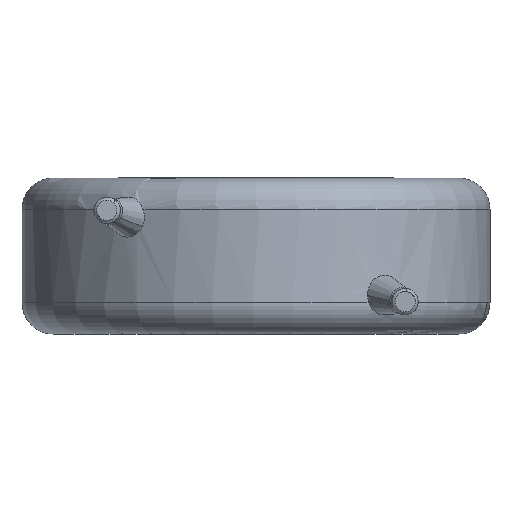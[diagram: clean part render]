
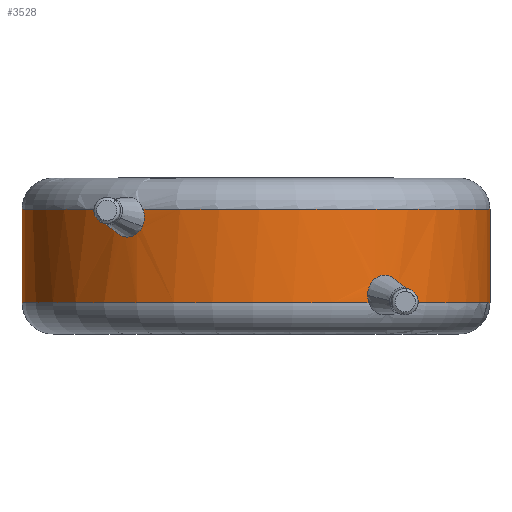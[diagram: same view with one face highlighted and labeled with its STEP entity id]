
A CAD part, front view. The second image highlights one B-rep face of the part: STEP entity #3528.
In plain terms, the highlighted cylindrical face has radius 7.5 mm (diameter 15 mm), a partial arc.
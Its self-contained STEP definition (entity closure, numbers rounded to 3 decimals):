
#4 = B_SPLINE_CURVE_WITH_KNOTS ( 'NONE', 3,
 ( #4221, #2933, #1241, #4167, #4194, #3563, #2564, #918, #3259, #1555, #572, #2881 ),
 .UNSPECIFIED., .F., .F.,
 ( 4, 2, 2, 2, 2, 4 ),
 ( 0., 0., 0., 0.001, 0.001, 0.002 ),
 .UNSPECIFIED. ) ;
#11 = CARTESIAN_POINT ( 'NONE',  ( 4.641, -5.891, 1.42 ) ) ;
#29 = CARTESIAN_POINT ( 'NONE',  ( 3.977, -6.361, 1.889 ) ) ;
#32 = CARTESIAN_POINT ( 'NONE',  ( 3.577, -6.592, 1.237 ) ) ;
#77 = AXIS2_PLACEMENT_3D ( 'NONE', #3864, #2475, #2231 ) ;
#99 = EDGE_LOOP ( 'NONE', ( #1894, #1488, #1250, #3115, #2584, #3985, #3102, #800, #3605, #2832, #1800 ) ) ;
#134 = EDGE_CURVE ( 'NONE', #3192, #436, #3181, .T. ) ;
#169 = VECTOR ( 'NONE', #3637, 1000. ) ;
#269 = DIRECTION ( 'NONE',  ( 1., 0., 0. ) ) ;
#384 = CARTESIAN_POINT ( 'NONE',  ( 7.5, 0., 4. ) ) ;
#409 = AXIS2_PLACEMENT_3D ( 'NONE', #583, #4244, #1933 ) ;
#436 = VERTEX_POINT ( 'NONE', #2901 ) ;
#464 = DIRECTION ( 'NONE',  ( 0., 0., -1. ) ) ;
#467 = CARTESIAN_POINT ( 'NONE',  ( 3.623, -6.567, 1. ) ) ;
#471 = LINE ( 'NONE', #2981, #169 ) ;
#572 = CARTESIAN_POINT ( 'NONE',  ( -3.711, -6.518, 3.302 ) ) ;
#583 = CARTESIAN_POINT ( 'NONE',  ( 0., 0., 1. ) ) ;
#588 = EDGE_CURVE ( 'NONE', #1108, #1287, #3795, .T. ) ;
#624 = VERTEX_POINT ( 'NONE', #1739 ) ;
#643 = AXIS2_PLACEMENT_3D ( 'NONE', #2404, #2726, #3052 ) ;
#700 = EDGE_CURVE ( 'NONE', #1079, #1108, #471, .T. ) ;
#738 = CIRCLE ( 'NONE', #1527, 7.5 ) ;
#757 = VERTEX_POINT ( 'NONE', #384 ) ;
#800 = ORIENTED_EDGE ( 'NONE', *, *, #1399, .T. ) ;
#918 = CARTESIAN_POINT ( 'NONE',  ( -4.236, -6.191, 3.101 ) ) ;
#976 = B_SPLINE_CURVE_WITH_KNOTS ( 'NONE', 3,
 ( #3632, #2651, #1779, #2442 ),
 .UNSPECIFIED., .F., .F.,
 ( 4, 4 ),
 ( 0.002, 0.003 ),
 .UNSPECIFIED. ) ;
#982 = CARTESIAN_POINT ( 'NONE',  ( 3.632, -6.563, 1.575 ) ) ;
#1017 = CARTESIAN_POINT ( 'NONE',  ( 4.591, -5.931, 1. ) ) ;
#1022 = EDGE_CURVE ( 'NONE', #4012, #2561, #4, .T. ) ;
#1079 = VERTEX_POINT ( 'NONE', #3454 ) ;
#1108 = VERTEX_POINT ( 'NONE', #3748 ) ;
#1116 = CARTESIAN_POINT ( 'NONE',  ( 7.5, 0., 1. ) ) ;
#1227 = CARTESIAN_POINT ( 'NONE',  ( 3.577, -6.592, 1.237 ) ) ;
#1241 = CARTESIAN_POINT ( 'NONE',  ( -4.634, -5.897, 3.846 ) ) ;
#1250 = ORIENTED_EDGE ( 'NONE', *, *, #2019, .F. ) ;
#1261 = CARTESIAN_POINT ( 'NONE',  ( 4.638, -5.894, 1.252 ) ) ;
#1269 = CARTESIAN_POINT ( 'NONE',  ( 0., 0., 4. ) ) ;
#1283 = DIRECTION ( 'NONE',  ( 0., 0., -1. ) ) ;
#1287 = VERTEX_POINT ( 'NONE', #467 ) ;
#1288 = CARTESIAN_POINT ( 'NONE',  ( 4.62, -5.908, 1.079 ) ) ;
#1308 = CARTESIAN_POINT ( 'NONE',  ( 4.589, -5.934, 1.59 ) ) ;
#1399 = EDGE_CURVE ( 'NONE', #1287, #3192, #3203, .T. ) ;
#1487 = EDGE_CURVE ( 'NONE', #4012, #1079, #1956, .T. ) ;
#1488 = ORIENTED_EDGE ( 'NONE', *, *, #1669, .T. ) ;
#1511 = EDGE_CURVE ( 'NONE', #757, #2834, #3643, .T. ) ;
#1527 = AXIS2_PLACEMENT_3D ( 'NONE', #2297, #3536, #269 ) ;
#1555 = CARTESIAN_POINT ( 'NONE',  ( -3.827, -6.452, 3.191 ) ) ;
#1596 = CARTESIAN_POINT ( 'NONE',  ( 4.636, -5.896, 1.166 ) ) ;
#1669 = EDGE_CURVE ( 'NONE', #757, #624, #738, .T. ) ;
#1678 = FACE_OUTER_BOUND ( 'NONE', #99, .T. ) ;
#1739 = CARTESIAN_POINT ( 'NONE',  ( -3.623, -6.567, 4. ) ) ;
#1779 = CARTESIAN_POINT ( 'NONE',  ( -3.556, -6.604, 3.823 ) ) ;
#1793 = EDGE_CURVE ( 'NONE', #436, #2638, #4096, .T. ) ;
#1800 = ORIENTED_EDGE ( 'NONE', *, *, #3306, .T. ) ;
#1850 = CARTESIAN_POINT ( 'NONE',  ( 3.623, -6.567, 1. ) ) ;
#1894 = ORIENTED_EDGE ( 'NONE', *, *, #1511, .F. ) ;
#1933 = DIRECTION ( 'NONE',  ( 1., 0., 0. ) ) ;
#1956 = CIRCLE ( 'NONE', #3576, 7.5 ) ;
#1986 = CARTESIAN_POINT ( 'NONE',  ( 4.26, -6.175, 1.894 ) ) ;
#2019 = EDGE_CURVE ( 'NONE', #2561, #624, #976, .T. ) ;
#2231 = DIRECTION ( 'NONE',  ( 1., 0., 0. ) ) ;
#2251 = CARTESIAN_POINT ( 'NONE',  ( -4.591, -5.931, 4. ) ) ;
#2297 = CARTESIAN_POINT ( 'NONE',  ( 0., 0., 4. ) ) ;
#2327 = CARTESIAN_POINT ( 'NONE',  ( -3.643, -6.556, 3.446 ) ) ;
#2329 = CARTESIAN_POINT ( 'NONE',  ( 4.397, -6.077, 1.828 ) ) ;
#2404 = CARTESIAN_POINT ( 'NONE',  ( 0., 0., 5. ) ) ;
#2442 = CARTESIAN_POINT ( 'NONE',  ( -3.623, -6.567, 4. ) ) ;
#2475 = DIRECTION ( 'NONE',  ( 0., 0., 1. ) ) ;
#2561 = VERTEX_POINT ( 'NONE', #2327 ) ;
#2564 = CARTESIAN_POINT ( 'NONE',  ( -4.474, -6.021, 3.241 ) ) ;
#2584 = ORIENTED_EDGE ( 'NONE', *, *, #1487, .T. ) ;
#2638 = VERTEX_POINT ( 'NONE', #1017 ) ;
#2651 = CARTESIAN_POINT ( 'NONE',  ( -3.564, -6.599, 3.615 ) ) ;
#2671 = CARTESIAN_POINT ( 'NONE',  ( 3.574, -6.594, 1.406 ) ) ;
#2726 = DIRECTION ( 'NONE',  ( 0., 0., -1. ) ) ;
#2825 = CIRCLE ( 'NONE', #77, 7.5 ) ;
#2832 = ORIENTED_EDGE ( 'NONE', *, *, #1793, .T. ) ;
#2834 = VERTEX_POINT ( 'NONE', #1116 ) ;
#2881 = CARTESIAN_POINT ( 'NONE',  ( -3.643, -6.556, 3.446 ) ) ;
#2901 = CARTESIAN_POINT ( 'NONE',  ( 4.638, -5.894, 1.252 ) ) ;
#2933 = CARTESIAN_POINT ( 'NONE',  ( -4.618, -5.91, 3.925 ) ) ;
#2981 = CARTESIAN_POINT ( 'NONE',  ( -7.5, 0., 5. ) ) ;
#3052 = DIRECTION ( 'NONE',  ( -1., 0., 0. ) ) ;
#3102 = ORIENTED_EDGE ( 'NONE', *, *, #588, .T. ) ;
#3115 = ORIENTED_EDGE ( 'NONE', *, *, #1022, .F. ) ;
#3181 = B_SPLINE_CURVE_WITH_KNOTS ( 'NONE', 3,
 ( #3992, #2671, #982, #3284, #29, #1986, #2329, #1308, #11, #3624 ),
 .UNSPECIFIED., .F., .F.,
 ( 4, 2, 2, 2, 4 ),
 ( 0., 0.001, 0.001, 0.002, 0.002 ),
 .UNSPECIFIED. ) ;
#3192 = VERTEX_POINT ( 'NONE', #32 ) ;
#3194 = CARTESIAN_POINT ( 'NONE',  ( 3.579, -6.591, 1.155 ) ) ;
#3203 = B_SPLINE_CURVE_WITH_KNOTS ( 'NONE', 3,
 ( #1850, #4133, #3194, #1227 ),
 .UNSPECIFIED., .F., .F.,
 ( 4, 4 ),
 ( 0., 0. ),
 .UNSPECIFIED. ) ;
#3259 = CARTESIAN_POINT ( 'NONE',  ( -4.091, -6.288, 3.089 ) ) ;
#3284 = CARTESIAN_POINT ( 'NONE',  ( 3.835, -6.447, 1.816 ) ) ;
#3286 = DIRECTION ( 'NONE',  ( 1., 0., 0. ) ) ;
#3306 = EDGE_CURVE ( 'NONE', #2638, #2834, #2825, .T. ) ;
#3318 = VECTOR ( 'NONE', #464, 1000. ) ;
#3454 = CARTESIAN_POINT ( 'NONE',  ( -7.5, 0., 4. ) ) ;
#3480 = CARTESIAN_POINT ( 'NONE',  ( 7.5, 0., 5. ) ) ;
#3528 = ADVANCED_FACE ( 'NONE', ( #1678 ), #3784, .T. ) ;
#3536 = DIRECTION ( 'NONE',  ( 0., 0., -1. ) ) ;
#3563 = CARTESIAN_POINT ( 'NONE',  ( -4.568, -5.949, 3.371 ) ) ;
#3576 = AXIS2_PLACEMENT_3D ( 'NONE', #1269, #1283, #3286 ) ;
#3605 = ORIENTED_EDGE ( 'NONE', *, *, #134, .T. ) ;
#3624 = CARTESIAN_POINT ( 'NONE',  ( 4.638, -5.894, 1.252 ) ) ;
#3632 = CARTESIAN_POINT ( 'NONE',  ( -3.643, -6.556, 3.446 ) ) ;
#3637 = DIRECTION ( 'NONE',  ( 0., 0., -1. ) ) ;
#3643 = LINE ( 'NONE', #3480, #3318 ) ;
#3748 = CARTESIAN_POINT ( 'NONE',  ( -7.5, 0., 1. ) ) ;
#3784 = CYLINDRICAL_SURFACE ( 'NONE', #643, 7.5 ) ;
#3795 = CIRCLE ( 'NONE', #409, 7.5 ) ;
#3864 = CARTESIAN_POINT ( 'NONE',  ( 0., 0., 1. ) ) ;
#3985 = ORIENTED_EDGE ( 'NONE', *, *, #700, .T. ) ;
#3992 = CARTESIAN_POINT ( 'NONE',  ( 3.577, -6.592, 1.237 ) ) ;
#4012 = VERTEX_POINT ( 'NONE', #2251 ) ;
#4096 = B_SPLINE_CURVE_WITH_KNOTS ( 'NONE', 3,
 ( #1261, #1596, #1288, #4239 ),
 .UNSPECIFIED., .F., .F.,
 ( 4, 4 ),
 ( 0.002, 0.003 ),
 .UNSPECIFIED. ) ;
#4133 = CARTESIAN_POINT ( 'NONE',  ( 3.595, -6.582, 1.075 ) ) ;
#4167 = CARTESIAN_POINT ( 'NONE',  ( -4.641, -5.892, 3.683 ) ) ;
#4194 = CARTESIAN_POINT ( 'NONE',  ( -4.632, -5.899, 3.601 ) ) ;
#4221 = CARTESIAN_POINT ( 'NONE',  ( -4.591, -5.931, 4. ) ) ;
#4239 = CARTESIAN_POINT ( 'NONE',  ( 4.591, -5.931, 1. ) ) ;
#4244 = DIRECTION ( 'NONE',  ( 0., 0., 1. ) ) ;
